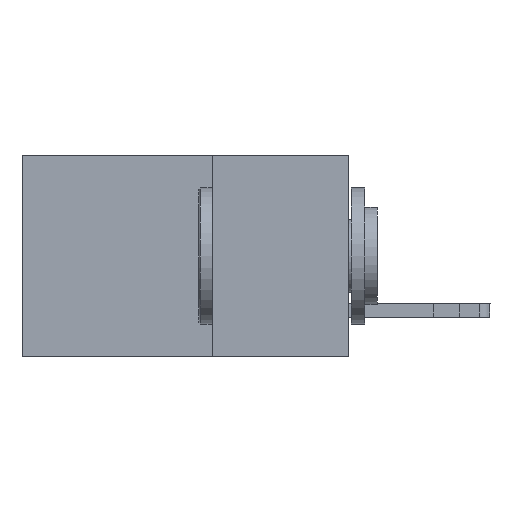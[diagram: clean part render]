
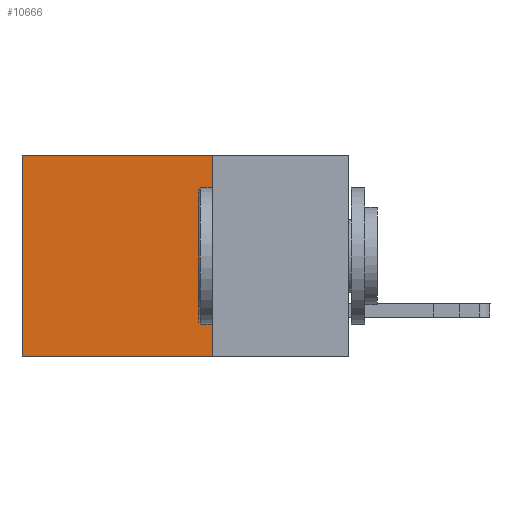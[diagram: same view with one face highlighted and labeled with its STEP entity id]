
A CAD part, left-side view. The second image highlights one B-rep face of the part: STEP entity #10666.
In plain terms, the highlighted planar face has unit normal (-1, 0, 0).
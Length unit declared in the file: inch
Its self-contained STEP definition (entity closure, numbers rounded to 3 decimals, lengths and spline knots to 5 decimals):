
#247 = CARTESIAN_POINT ( 'NONE',  ( 0.2615, 0.25, -0.37 ) ) ;
#1401 = VERTEX_POINT ( 'NONE', #8134 ) ;
#1903 = CARTESIAN_POINT ( 'NONE',  ( 0.2615, 0.25, -0.37 ) ) ;
#2656 = EDGE_LOOP ( 'NONE', ( #8979, #9637, #5288, #5163 ) ) ;
#3117 = CARTESIAN_POINT ( 'NONE',  ( 0.2615, 0.25, -0.37 ) ) ;
#3221 = VECTOR ( 'NONE', #9466, 39.37008 ) ;
#3454 = CARTESIAN_POINT ( 'NONE',  ( 0.2615, 0.25, 0. ) ) ;
#3459 = LINE ( 'NONE', #11679, #16996 ) ;
#4622 = DIRECTION ( 'NONE',  ( 0., 1., 0. ) ) ;
#4870 = VERTEX_POINT ( 'NONE', #3117 ) ;
#5053 = DIRECTION ( 'NONE',  ( 0., 1., 0. ) ) ;
#5163 = ORIENTED_EDGE ( 'NONE', *, *, #15758, .T. ) ;
#5288 = ORIENTED_EDGE ( 'NONE', *, *, #7963, .F. ) ;
#6258 = VERTEX_POINT ( 'NONE', #12843 ) ;
#7293 = CARTESIAN_POINT ( 'NONE',  ( 0.2615, 0.25, -0.37 ) ) ;
#7963 = EDGE_CURVE ( 'NONE', #8204, #4870, #12717, .T. ) ;
#8134 = CARTESIAN_POINT ( 'NONE',  ( 0.2615, 0.6, 0. ) ) ;
#8204 = VERTEX_POINT ( 'NONE', #3454 ) ;
#8263 = DIRECTION ( 'NONE',  ( 0., 0., -1. ) ) ;
#8599 = DIRECTION ( 'NONE',  ( 0., 0., -1. ) ) ;
#8979 = ORIENTED_EDGE ( 'NONE', *, *, #13554, .T. ) ;
#9296 = LINE ( 'NONE', #1903, #16223 ) ;
#9466 = DIRECTION ( 'NONE',  ( 0., 0., -1. ) ) ;
#9637 = ORIENTED_EDGE ( 'NONE', *, *, #12545, .F. ) ;
#10666 = ADVANCED_FACE ( 'NONE', ( #15227 ), #15144, .F. ) ;
#11679 = CARTESIAN_POINT ( 'NONE',  ( 0.2615, 0.25, 0. ) ) ;
#12545 = EDGE_CURVE ( 'NONE', #4870, #6258, #9296, .T. ) ;
#12717 = LINE ( 'NONE', #247, #15733 ) ;
#12843 = CARTESIAN_POINT ( 'NONE',  ( 0.2615, 0.6, -0.37 ) ) ;
#13554 = EDGE_CURVE ( 'NONE', #1401, #6258, #14195, .T. ) ;
#14195 = LINE ( 'NONE', #14692, #3221 ) ;
#14692 = CARTESIAN_POINT ( 'NONE',  ( 0.2615, 0.6, -0.37 ) ) ;
#15144 = PLANE ( 'NONE',  #15831 ) ;
#15227 = FACE_OUTER_BOUND ( 'NONE', #2656, .T. ) ;
#15733 = VECTOR ( 'NONE', #8263, 39.37008 ) ;
#15758 = EDGE_CURVE ( 'NONE', #8204, #1401, #3459, .T. ) ;
#15831 = AXIS2_PLACEMENT_3D ( 'NONE', #7293, #16415, #8599 ) ;
#16223 = VECTOR ( 'NONE', #4622, 39.37008 ) ;
#16415 = DIRECTION ( 'NONE',  ( 1., 0., 0. ) ) ;
#16996 = VECTOR ( 'NONE', #5053, 39.37008 ) ;
